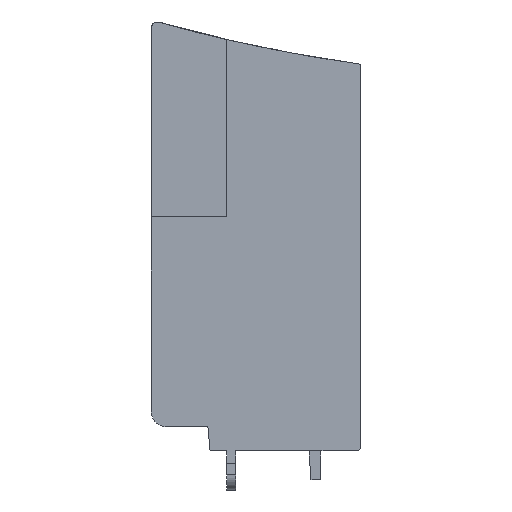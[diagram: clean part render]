
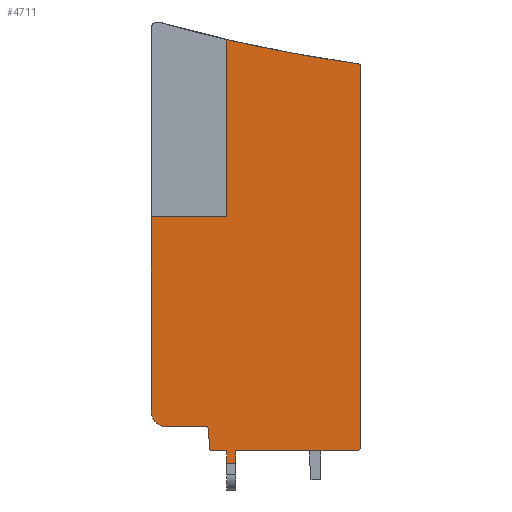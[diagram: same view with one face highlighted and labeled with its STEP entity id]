
A CAD part, left-side view. The second image highlights one B-rep face of the part: STEP entity #4711.
In plain terms, the highlighted planar face has unit normal (-1, 0, 0).
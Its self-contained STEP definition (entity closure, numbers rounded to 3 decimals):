
#4711=ADVANCED_FACE('',(#12842),#12843,.T.);
#9185=VERTEX_POINT('',#17552);
#9193=VERTEX_POINT('',#17560);
#9197=EDGE_CURVE('',#9185,#9193,#17564,.T.);
#9199=VERTEX_POINT('',#17566);
#9201=EDGE_CURVE('',#9193,#9199,#17568,.T.);
#9219=VERTEX_POINT('',#17586);
#9221=EDGE_CURVE('',#9185,#9219,#17588,.T.);
#9245=VERTEX_POINT('',#17612);
#9247=EDGE_CURVE('',#9245,#9199,#17614,.T.);
#9249=VERTEX_POINT('',#17616);
#9251=EDGE_CURVE('',#9249,#9245,#17618,.T.);
#9253=VERTEX_POINT('',#17620);
#9255=EDGE_CURVE('',#9253,#9249,#17622,.T.);
#9257=VERTEX_POINT('',#17624);
#9259=EDGE_CURVE('',#9257,#9253,#17626,.T.);
#9261=VERTEX_POINT('',#17628);
#9263=EDGE_CURVE('',#9261,#9257,#17630,.T.);
#9265=VERTEX_POINT('',#17632);
#9267=EDGE_CURVE('',#9265,#9261,#17634,.T.);
#9269=VERTEX_POINT('',#17636);
#9271=EDGE_CURVE('',#9265,#9269,#17638,.T.);
#9273=VERTEX_POINT('',#17640);
#9275=EDGE_CURVE('',#9269,#9273,#17642,.T.);
#9277=VERTEX_POINT('',#17644);
#9279=EDGE_CURVE('',#9277,#9273,#17646,.T.);
#9281=VERTEX_POINT('',#17648);
#9283=EDGE_CURVE('',#9281,#9277,#17650,.T.);
#9285=EDGE_CURVE('',#9219,#9281,#17652,.T.);
#12842=FACE_OUTER_BOUND('',#21199,.T.);
#12843=PLANE('',#21200);
#17552=CARTESIAN_POINT('',(0.0,17.8,59.84));
#17560=CARTESIAN_POINT('',(0.0,17.8,36.3));
#17564=LINE('',#28282,#28283);
#17566=CARTESIAN_POINT('',(0.0,27.8,36.3));
#17568=LINE('',#28288,#28289);
#17586=CARTESIAN_POINT('',(0.0,0.0,56.565));
#17588=CIRCLE('',#28318,200.);
#17612=CARTESIAN_POINT('',(0.0,27.8,10.4));
#17614=LINE('',#28354,#28355);
#17616=CARTESIAN_POINT('',(0.0,25.8,8.399));
#17618=CIRCLE('',#28360,2.);
#17620=CARTESIAN_POINT('',(0.0,20.3,8.399));
#17622=LINE('',#28365,#28366);
#17624=CARTESIAN_POINT('',(0.0,20.0,5.2));
#17626=LINE('',#28371,#28372);
#17628=CARTESIAN_POINT('',(0.0,17.8,5.2));
#17630=LINE('',#28377,#28378);
#17632=CARTESIAN_POINT('',(0.0,17.8,3.55));
#17634=LINE('',#28383,#28384);
#17636=CARTESIAN_POINT('',(0.0,16.6,3.55));
#17638=LINE('',#28389,#28390);
#17640=CARTESIAN_POINT('',(0.0,16.6,5.2));
#17642=LINE('',#28395,#28396);
#17644=CARTESIAN_POINT('',(0.0,0.6,5.2));
#17646=LINE('',#28401,#28402);
#17648=CARTESIAN_POINT('',(0.0,0.0,5.8));
#17650=CIRCLE('',#28407,0.6);
#17652=LINE('',#28410,#28411);
#21199=EDGE_LOOP('',(#35986,#35987,#35988,#35989,#35990,#35991,#35992,#35993,#35994,#35995,#35996,#35997,#35998,#35999));
#21200=AXIS2_PLACEMENT_3D('',#36000,#36001,#36002);
#28282=CARTESIAN_POINT('',(0.0,17.8,48.801));
#28283=VECTOR('',#39626,1.0);
#28288=CARTESIAN_POINT('',(0.0,15.971,36.3));
#28289=VECTOR('',#39627,1.0);
#28318=AXIS2_PLACEMENT_3D('',#39637,#39638,#39639);
#28354=CARTESIAN_POINT('',(0.0,27.8,61.367));
#28355=VECTOR('',#39652,1.0);
#28360=AXIS2_PLACEMENT_3D('',#39653,#39654,#39655);
#28365=CARTESIAN_POINT('',(0.0,25.8,8.399));
#28366=VECTOR('',#39656,1.0);
#28371=CARTESIAN_POINT('',(0.0,20.3,8.399));
#28372=VECTOR('',#39657,1.0);
#28377=CARTESIAN_POINT('',(0.0,20.0,5.2));
#28378=VECTOR('',#39658,1.0);
#28383=CARTESIAN_POINT('',(0.0,17.8,3.55));
#28384=VECTOR('',#39659,1.0);
#28389=CARTESIAN_POINT('',(0.0,17.8,3.55));
#28390=VECTOR('',#39660,1.0);
#28395=CARTESIAN_POINT('',(0.0,16.6,3.55));
#28396=VECTOR('',#39661,1.0);
#28401=CARTESIAN_POINT('',(0.0,20.0,5.2));
#28402=VECTOR('',#39662,1.0);
#28407=AXIS2_PLACEMENT_3D('',#39663,#39664,#39665);
#28410=CARTESIAN_POINT('',(0.0,0.0,5.8));
#28411=VECTOR('',#39666,1.0);
#35986=ORIENTED_EDGE('',*,*,#9197,.T.);
#35987=ORIENTED_EDGE('',*,*,#9201,.T.);
#35988=ORIENTED_EDGE('',*,*,#9247,.F.);
#35989=ORIENTED_EDGE('',*,*,#9251,.F.);
#35990=ORIENTED_EDGE('',*,*,#9255,.F.);
#35991=ORIENTED_EDGE('',*,*,#9259,.F.);
#35992=ORIENTED_EDGE('',*,*,#9263,.F.);
#35993=ORIENTED_EDGE('',*,*,#9267,.F.);
#35994=ORIENTED_EDGE('',*,*,#9271,.T.);
#35995=ORIENTED_EDGE('',*,*,#9275,.T.);
#35996=ORIENTED_EDGE('',*,*,#9279,.F.);
#35997=ORIENTED_EDGE('',*,*,#9283,.F.);
#35998=ORIENTED_EDGE('',*,*,#9285,.F.);
#35999=ORIENTED_EDGE('',*,*,#9221,.F.);
#36000=CARTESIAN_POINT('',(0.0,14.142,32.702));
#36001=DIRECTION('',(-1.0,0.0,0.0));
#36002=DIRECTION('',(0.0,1.0,0.0));
#39626=DIRECTION('',(0.0,0.0,-1.0));
#39627=DIRECTION('',(0.0,1.0,0.0));
#39637=CARTESIAN_POINT('',(0.0,-27.25,254.7));
#39638=DIRECTION('',(-1.0,0.0,0.0));
#39639=DIRECTION('',(0.0,0.27,-0.963));
#39652=DIRECTION('',(0.0,0.0,1.0));
#39653=CARTESIAN_POINT('',(0.0,25.8,10.4));
#39654=DIRECTION('',(1.0,0.0,0.0));
#39655=DIRECTION('',(0.0,1.,0.));
#39656=DIRECTION('',(0.0,1.0,0.0));
#39657=DIRECTION('',(0.0,0.093,0.996));
#39658=DIRECTION('',(0.0,1.0,0.0));
#39659=DIRECTION('',(0.0,0.0,1.0));
#39660=DIRECTION('',(0.0,-1.0,0.0));
#39661=DIRECTION('',(0.0,0.0,1.0));
#39662=DIRECTION('',(0.0,1.0,0.0));
#39663=CARTESIAN_POINT('',(0.0,0.6,5.8));
#39664=DIRECTION('',(1.0,0.0,0.0));
#39665=DIRECTION('',(0.0,0.,-1.0));
#39666=DIRECTION('',(0.0,0.0,-1.0));
